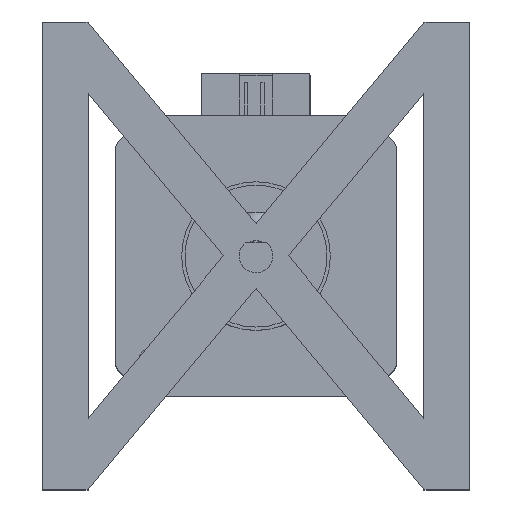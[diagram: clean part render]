
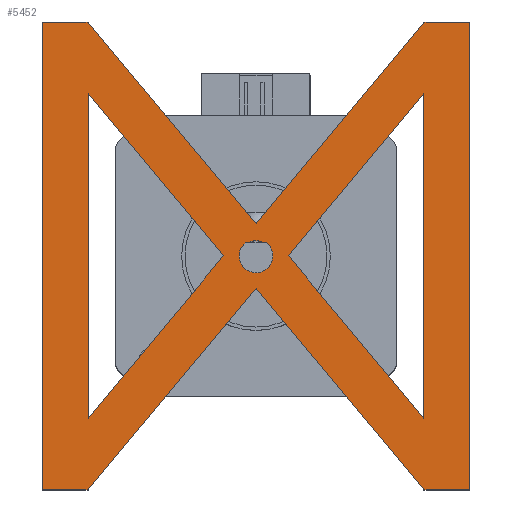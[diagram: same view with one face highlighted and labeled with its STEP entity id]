
A CAD part, top view. The second image highlights one B-rep face of the part: STEP entity #5452.
In plain terms, the highlighted planar face has unit normal (0, 0, 1).
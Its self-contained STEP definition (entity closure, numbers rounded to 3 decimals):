
#53=FACE_BOUND('',#805,.T.);
#54=FACE_BOUND('',#806,.T.);
#55=FACE_BOUND('',#807,.T.);
#191=PLANE('',#5839);
#516=FACE_OUTER_BOUND('',#804,.T.);
#804=EDGE_LOOP('',(#4979,#4980,#4981,#4982,#4983,#4984,#4985,#4986,#4987,
#4988));
#805=EDGE_LOOP('',(#4989));
#806=EDGE_LOOP('',(#4990,#4991,#4992));
#807=EDGE_LOOP('',(#4993,#4994,#4995));
#931=CIRCLE('',#5829,2.35);
#1580=LINE('',#32341,#1992);
#1584=LINE('',#32349,#1996);
#1587=LINE('',#32353,#1999);
#1589=LINE('',#32358,#2001);
#1591=LINE('',#32362,#2003);
#1595=LINE('',#32380,#2007);
#1598=LINE('',#32386,#2010);
#1601=LINE('',#32392,#2013);
#1605=LINE('',#32401,#2017);
#1608=LINE('',#32407,#2020);
#1610=LINE('',#32410,#2022);
#1611=LINE('',#32411,#2023);
#1612=LINE('',#32413,#2024);
#1613=LINE('',#32415,#2025);
#1614=LINE('',#32416,#2026);
#1615=LINE('',#32417,#2027);
#1992=VECTOR('',#6862,10.);
#1996=VECTOR('',#6868,10.);
#1999=VECTOR('',#6873,10.);
#2001=VECTOR('',#6877,10.);
#2003=VECTOR('',#6881,10.);
#2007=VECTOR('',#6899,10.);
#2010=VECTOR('',#6904,10.);
#2013=VECTOR('',#6909,10.);
#2017=VECTOR('',#6915,10.);
#2020=VECTOR('',#6920,10.);
#2022=VECTOR('',#6924,10.);
#2023=VECTOR('',#6925,10.);
#2024=VECTOR('',#6926,10.);
#2025=VECTOR('',#6927,10.);
#2026=VECTOR('',#6928,10.);
#2027=VECTOR('',#6929,10.);
#2594=VERTEX_POINT('',#32338);
#2595=VERTEX_POINT('',#32340);
#2598=VERTEX_POINT('',#32348);
#2599=VERTEX_POINT('',#32355);
#2600=VERTEX_POINT('',#32357);
#2601=VERTEX_POINT('',#32361);
#2602=VERTEX_POINT('',#32365);
#2607=VERTEX_POINT('',#32377);
#2608=VERTEX_POINT('',#32379);
#2609=VERTEX_POINT('',#32383);
#2610=VERTEX_POINT('',#32385);
#2612=VERTEX_POINT('',#32391);
#2615=VERTEX_POINT('',#32398);
#2616=VERTEX_POINT('',#32400);
#2618=VERTEX_POINT('',#32405);
#2619=VERTEX_POINT('',#32412);
#2620=VERTEX_POINT('',#32414);
#3382=EDGE_CURVE('',#2595,#2594,#1580,.T.);
#3386=EDGE_CURVE('',#2598,#2595,#1584,.T.);
#3389=EDGE_CURVE('',#2594,#2598,#1587,.T.);
#3391=EDGE_CURVE('',#2600,#2599,#1589,.T.);
#3393=EDGE_CURVE('',#2601,#2600,#1591,.T.);
#3395=EDGE_CURVE('',#2602,#2602,#931,.T.);
#3402=EDGE_CURVE('',#2608,#2607,#1595,.T.);
#3405=EDGE_CURVE('',#2610,#2609,#1598,.T.);
#3408=EDGE_CURVE('',#2612,#2610,#1601,.T.);
#3412=EDGE_CURVE('',#2616,#2615,#1605,.T.);
#3415=EDGE_CURVE('',#2607,#2618,#1608,.T.);
#3417=EDGE_CURVE('',#2618,#2616,#1610,.T.);
#3418=EDGE_CURVE('',#2615,#2612,#1611,.T.);
#3419=EDGE_CURVE('',#2609,#2619,#1612,.T.);
#3420=EDGE_CURVE('',#2619,#2620,#1613,.T.);
#3421=EDGE_CURVE('',#2620,#2608,#1614,.T.);
#3422=EDGE_CURVE('',#2599,#2601,#1615,.T.);
#4979=ORIENTED_EDGE('',*,*,#3415,.T.);
#4980=ORIENTED_EDGE('',*,*,#3417,.T.);
#4981=ORIENTED_EDGE('',*,*,#3412,.T.);
#4982=ORIENTED_EDGE('',*,*,#3418,.T.);
#4983=ORIENTED_EDGE('',*,*,#3408,.T.);
#4984=ORIENTED_EDGE('',*,*,#3405,.T.);
#4985=ORIENTED_EDGE('',*,*,#3419,.T.);
#4986=ORIENTED_EDGE('',*,*,#3420,.T.);
#4987=ORIENTED_EDGE('',*,*,#3421,.T.);
#4988=ORIENTED_EDGE('',*,*,#3402,.T.);
#4989=ORIENTED_EDGE('',*,*,#3395,.T.);
#4990=ORIENTED_EDGE('',*,*,#3393,.T.);
#4991=ORIENTED_EDGE('',*,*,#3391,.T.);
#4992=ORIENTED_EDGE('',*,*,#3422,.T.);
#4993=ORIENTED_EDGE('',*,*,#3389,.T.);
#4994=ORIENTED_EDGE('',*,*,#3386,.T.);
#4995=ORIENTED_EDGE('',*,*,#3382,.T.);
#5452=ADVANCED_FACE('',(#516,#53,#54,#55),#191,.T.);
#5829=AXIS2_PLACEMENT_3D('',#32366,#6885,#6886);
#5839=AXIS2_PLACEMENT_3D('',#32409,#6922,#6923);
#6862=DIRECTION('',(-0.64,-0.768,0.));
#6868=DIRECTION('',(0.64,-0.768,0.));
#6873=DIRECTION('',(0.,1.,0.));
#6877=DIRECTION('',(0.64,0.768,0.));
#6881=DIRECTION('',(-0.64,0.768,0.));
#6885=DIRECTION('center_axis',(0.,0.,
-1.));
#6886=DIRECTION('ref_axis',(1.,0.,0.));
#6899=DIRECTION('',(-0.64,-0.768,0.));
#6904=DIRECTION('',(0.64,-0.768,0.));
#6909=DIRECTION('',(0.64,0.768,0.));
#6915=DIRECTION('',(0.,-1.,0.));
#6920=DIRECTION('',(-0.64,0.768,0.));
#6922=DIRECTION('center_axis',(0.,0.,
1.));
#6923=DIRECTION('ref_axis',(-1.,0.,0.));
#6924=DIRECTION('',(-1.,0.,0.));
#6925=DIRECTION('',(1.,0.,0.));
#6926=DIRECTION('',(1.,0.,0.));
#6927=DIRECTION('',(0.,1.,0.));
#6928=DIRECTION('',(-1.,0.,0.));
#6929=DIRECTION('',(0.,-1.,0.));
#32338=CARTESIAN_POINT('',(-69.03,11.344,54.719));
#32340=CARTESIAN_POINT('',(-48.181,36.345,54.719));
#32341=CARTESIAN_POINT('',(-48.181,36.345,54.719));
#32348=CARTESIAN_POINT('',(-69.03,61.347,54.719));
#32349=CARTESIAN_POINT('',(-69.03,61.347,54.719));
#32353=CARTESIAN_POINT('',(-69.03,11.344,54.719));
#32355=CARTESIAN_POINT('',(-17.332,61.347,54.719));
#32357=CARTESIAN_POINT('',(-38.181,36.345,54.719));
#32358=CARTESIAN_POINT('',(-38.181,36.345,54.719));
#32361=CARTESIAN_POINT('',(-17.332,11.344,54.719));
#32362=CARTESIAN_POINT('',(-17.332,11.344,54.719));
#32365=CARTESIAN_POINT('',(-45.531,36.345,54.719));
#32366=CARTESIAN_POINT('Origin',(-43.181,36.345,54.719));
#32377=CARTESIAN_POINT('',(-43.181,41.345,54.719));
#32379=CARTESIAN_POINT('',(-17.332,72.343,54.719));
#32380=CARTESIAN_POINT('',(-43.181,41.345,54.719));
#32383=CARTESIAN_POINT('',(-17.332,0.348,54.719));
#32385=CARTESIAN_POINT('',(-43.181,31.345,54.719));
#32386=CARTESIAN_POINT('',(-17.332,0.348,54.719));
#32391=CARTESIAN_POINT('',(-69.03,0.348,54.719));
#32392=CARTESIAN_POINT('',(-69.03,0.348,54.719));
#32398=CARTESIAN_POINT('',(-76.03,0.348,54.719));
#32400=CARTESIAN_POINT('',(-76.03,72.343,54.719));
#32401=CARTESIAN_POINT('',(-76.03,72.343,54.719));
#32405=CARTESIAN_POINT('',(-69.03,72.343,54.719));
#32407=CARTESIAN_POINT('',(-43.181,41.345,54.719));
#32409=CARTESIAN_POINT('Origin',(-43.181,36.345,54.719));
#32410=CARTESIAN_POINT('',(-69.03,72.343,54.719));
#32411=CARTESIAN_POINT('',(-76.03,0.348,54.719));
#32412=CARTESIAN_POINT('',(-10.332,0.348,54.719));
#32413=CARTESIAN_POINT('',(-10.332,0.348,54.719));
#32414=CARTESIAN_POINT('',(-10.332,72.343,54.719));
#32415=CARTESIAN_POINT('',(-10.332,72.343,54.719));
#32416=CARTESIAN_POINT('',(-17.332,72.343,54.719));
#32417=CARTESIAN_POINT('',(-17.332,61.347,54.719));
